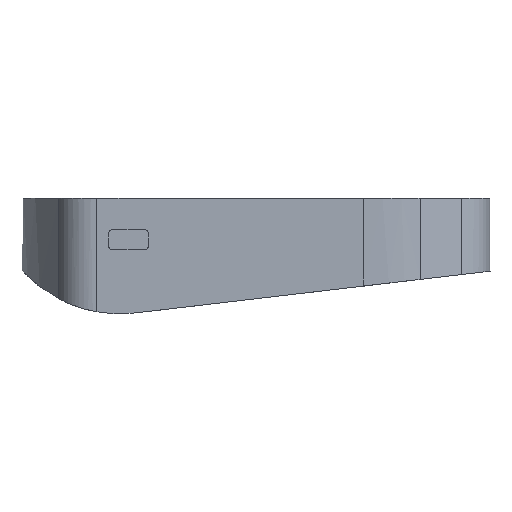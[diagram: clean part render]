
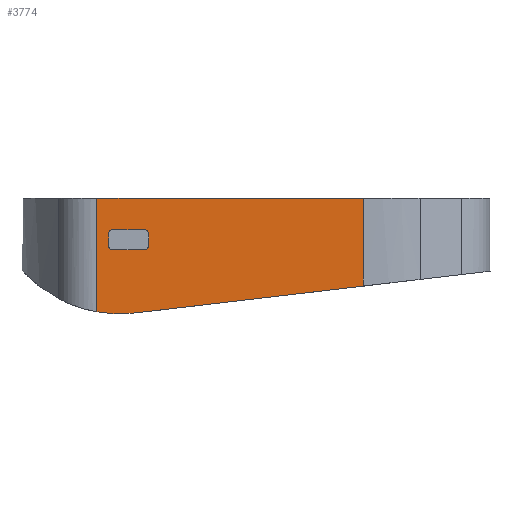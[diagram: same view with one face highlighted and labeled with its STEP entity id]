
A CAD part, left-side view. The second image highlights one B-rep face of the part: STEP entity #3774.
In plain terms, the highlighted planar face has unit normal (-1, 0, 0).
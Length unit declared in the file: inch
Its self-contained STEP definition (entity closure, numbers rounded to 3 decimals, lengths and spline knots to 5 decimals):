
#48=FACE_BOUND('',#548,.T.);
#120=PLANE('',#4123);
#325=FACE_OUTER_BOUND('',#547,.T.);
#547=EDGE_LOOP('',(#3432,#3433,#3434,#3435,#3436));
#548=EDGE_LOOP('',(#3437,#3438,#3439,#3440,#3441,#3442,#3443,#3444));
#579=CIRCLE('',#3881,1.29921);
#607=CIRCLE('',#3917,0.03937);
#609=CIRCLE('',#3921,0.03937);
#611=CIRCLE('',#3925,0.03937);
#613=CIRCLE('',#3929,0.03937);
#908=LINE('',#6962,#1172);
#912=LINE('',#6971,#1176);
#916=LINE('',#7000,#1180);
#926=LINE('',#7135,#1190);
#948=LINE('',#7226,#1212);
#952=LINE('',#7238,#1216);
#956=LINE('',#7250,#1220);
#961=LINE('',#7262,#1225);
#1172=VECTOR('',#4370,0.3937);
#1176=VECTOR('',#4378,0.3937);
#1180=VECTOR('',#4394,0.3937);
#1190=VECTOR('',#4438,0.3937);
#1212=VECTOR('',#4512,0.3937);
#1216=VECTOR('',#4524,0.3937);
#1220=VECTOR('',#4536,0.3937);
#1225=VECTOR('',#4549,0.3937);
#1523=VERTEX_POINT('',#6955);
#1526=VERTEX_POINT('',#6960);
#1529=VERTEX_POINT('',#6970);
#1535=VERTEX_POINT('',#6984);
#1538=VERTEX_POINT('',#6989);
#1599=VERTEX_POINT('',#7216);
#1600=VERTEX_POINT('',#7217);
#1603=VERTEX_POINT('',#7225);
#1605=VERTEX_POINT('',#7231);
#1607=VERTEX_POINT('',#7237);
#1609=VERTEX_POINT('',#7243);
#1611=VERTEX_POINT('',#7249);
#1613=VERTEX_POINT('',#7255);
#1947=EDGE_CURVE('',#1526,#1523,#908,.T.);
#1951=EDGE_CURVE('',#1523,#1529,#912,.T.);
#1961=EDGE_CURVE('',#1538,#1535,#916,.T.);
#1977=EDGE_CURVE('',#1529,#1538,#579,.T.);
#1993=EDGE_CURVE('',#1535,#1526,#926,.T.);
#2033=EDGE_CURVE('',#1599,#1600,#607,.T.);
#2037=EDGE_CURVE('',#1603,#1600,#948,.T.);
#2040=EDGE_CURVE('',#1603,#1605,#609,.T.);
#2043=EDGE_CURVE('',#1607,#1605,#952,.T.);
#2046=EDGE_CURVE('',#1607,#1609,#611,.T.);
#2049=EDGE_CURVE('',#1611,#1609,#956,.T.);
#2052=EDGE_CURVE('',#1611,#1613,#613,.T.);
#2056=EDGE_CURVE('',#1599,#1613,#961,.T.);
#3432=ORIENTED_EDGE('',*,*,#1947,.F.);
#3433=ORIENTED_EDGE('',*,*,#1993,.F.);
#3434=ORIENTED_EDGE('',*,*,#1961,.F.);
#3435=ORIENTED_EDGE('',*,*,#1977,.F.);
#3436=ORIENTED_EDGE('',*,*,#1951,.F.);
#3437=ORIENTED_EDGE('',*,*,#2037,.T.);
#3438=ORIENTED_EDGE('',*,*,#2033,.F.);
#3439=ORIENTED_EDGE('',*,*,#2056,.T.);
#3440=ORIENTED_EDGE('',*,*,#2052,.F.);
#3441=ORIENTED_EDGE('',*,*,#2049,.T.);
#3442=ORIENTED_EDGE('',*,*,#2046,.F.);
#3443=ORIENTED_EDGE('',*,*,#2043,.T.);
#3444=ORIENTED_EDGE('',*,*,#2040,.F.);
#3774=ADVANCED_FACE('',(#325,#48),#120,.T.);
#3881=AXIS2_PLACEMENT_3D('',#7092,#4406,#4407);
#3917=AXIS2_PLACEMENT_3D('',#7218,#4504,#4505);
#3921=AXIS2_PLACEMENT_3D('',#7232,#4517,#4518);
#3925=AXIS2_PLACEMENT_3D('',#7244,#4529,#4530);
#3929=AXIS2_PLACEMENT_3D('',#7256,#4541,#4542);
#4123=AXIS2_PLACEMENT_3D('',#10084,#5081,#5082);
#4370=DIRECTION('',(0.,0.,-1.));
#4378=DIRECTION('',(0.,0.993,-0.117));
#4394=DIRECTION('',(0.,0.,1.));
#4406=DIRECTION('center_axis',(1.,0.,0.));
#4407=DIRECTION('ref_axis',(0.,0.353,-0.936));
#4438=DIRECTION('',(0.,-1.,0.));
#4504=DIRECTION('center_axis',(-1.,0.,0.));
#4505=DIRECTION('ref_axis',(0.,-0.707,-0.707));
#4512=DIRECTION('',(0.,0.,-1.));
#4517=DIRECTION('center_axis',(-1.,0.,0.));
#4518=DIRECTION('ref_axis',(0.,-0.707,0.707));
#4524=DIRECTION('',(0.,-1.,0.));
#4529=DIRECTION('center_axis',(-1.,0.,0.));
#4530=DIRECTION('ref_axis',(0.,0.707,0.707));
#4536=DIRECTION('',(0.,0.,1.));
#4541=DIRECTION('center_axis',(-1.,0.,0.));
#4542=DIRECTION('ref_axis',(0.,0.707,-0.707));
#4549=DIRECTION('',(0.,1.,0.));
#5081=DIRECTION('center_axis',(-1.,0.,0.));
#5082=DIRECTION('ref_axis',(0.,-1.,0.));
#6955=CARTESIAN_POINT('',(0.1,-3.26548,-0.157));
#6960=CARTESIAN_POINT('',(0.1,-3.26548,0.70866));
#6962=CARTESIAN_POINT('',(0.1,-3.26548,0.));
#6970=CARTESIAN_POINT('',(0.1,-1.01773,-0.42144));
#6971=CARTESIAN_POINT('',(0.1,-3.01967,-0.18592));
#6984=CARTESIAN_POINT('',(0.1,-0.63884,0.70866));
#6989=CARTESIAN_POINT('',(0.1,-0.63884,-0.41034));
#7000=CARTESIAN_POINT('',(0.1,-0.63884,0.));
#7092=CARTESIAN_POINT('Origin',(0.1,-0.86593,0.86887));
#7135=CARTESIAN_POINT('',(0.1,-3.55,0.70866));
#7216=CARTESIAN_POINT('',(0.1,-1.10748,0.20157));
#7217=CARTESIAN_POINT('',(0.1,-1.14685,0.24094));
#7218=CARTESIAN_POINT('Origin',(0.1,-1.10748,0.24094));
#7225=CARTESIAN_POINT('',(0.1,-1.14685,0.35906));
#7226=CARTESIAN_POINT('',(0.1,-1.14685,0.19921));
#7231=CARTESIAN_POINT('',(0.1,-1.10748,0.39843));
#7232=CARTESIAN_POINT('Origin',(0.1,-1.10748,0.35906));
#7237=CARTESIAN_POINT('',(0.1,-0.79252,0.39843));
#7238=CARTESIAN_POINT('',(0.1,-0.55157,0.39843));
#7243=CARTESIAN_POINT('',(0.1,-0.75315,0.35906));
#7244=CARTESIAN_POINT('Origin',(0.1,-0.79252,0.35906));
#7249=CARTESIAN_POINT('',(0.1,-0.75315,0.24094));
#7250=CARTESIAN_POINT('',(0.1,-0.75315,0.10079));
#7255=CARTESIAN_POINT('',(0.1,-0.79252,0.20157));
#7256=CARTESIAN_POINT('Origin',(0.1,-0.79252,0.24094));
#7262=CARTESIAN_POINT('',(0.1,-0.74843,0.20157));
#10084=CARTESIAN_POINT('Origin',(0.1,-0.35,
0.));
